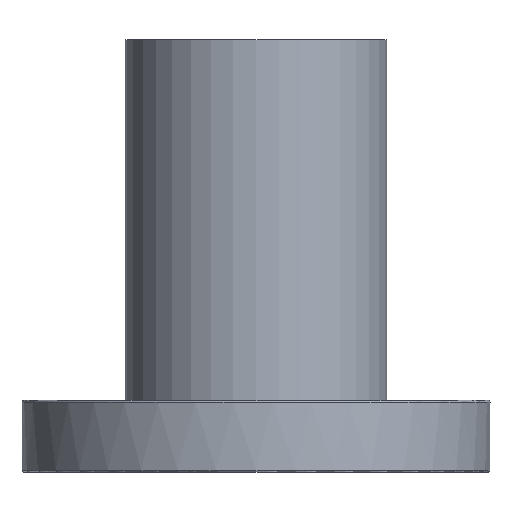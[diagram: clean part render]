
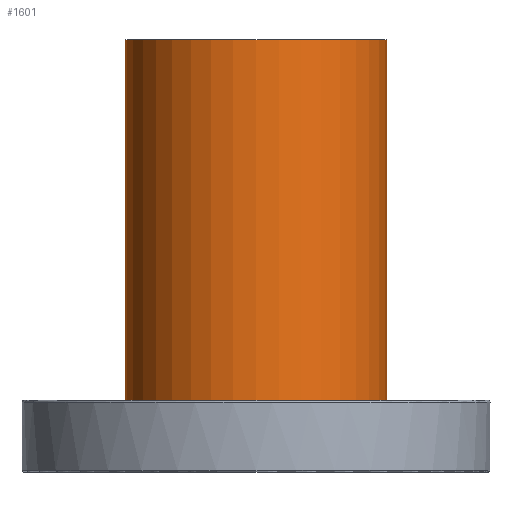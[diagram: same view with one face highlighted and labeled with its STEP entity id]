
A CAD part, front view. The second image highlights one B-rep face of the part: STEP entity #1601.
In plain terms, the highlighted cylindrical face has radius 31.75 mm (diameter 63.5 mm), a full revolution.
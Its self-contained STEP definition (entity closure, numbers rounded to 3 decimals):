
#1539=CARTESIAN_POINT('',(31.75,0.,97.1));
#1540=VERTEX_POINT('',#1539);
#1541=CARTESIAN_POINT('',(0.,0.,97.1));
#1542=DIRECTION('',(0.0,0.0,-1.0));
#1543=DIRECTION('',(-1.0,0.0,0.0));
#1544=AXIS2_PLACEMENT_3D('',#1541,#1542,#1543);
#1545=CIRCLE('',#1544,31.75);
#1546=EDGE_CURVE('',#1540,#1540,#1545,.T.);
#1582=CARTESIAN_POINT('',(0.,0.,0.));
#1583=DIRECTION('',(0.,0.,1.0));
#1584=DIRECTION('',(-1.0,0.0,0.0));
#1585=AXIS2_PLACEMENT_3D('',#1582,#1583,#1584);
#1586=CYLINDRICAL_SURFACE('',#1585,31.75);
#1587=ORIENTED_EDGE('',*,*,#1546,.T.);
#1588=EDGE_LOOP('',(#1587));
#1589=FACE_OUTER_BOUND('',#1588,.T.);
#1590=CARTESIAN_POINT('',(31.75,0.,0.));
#1591=VERTEX_POINT('',#1590);
#1592=CARTESIAN_POINT('',(0.,0.,0.));
#1593=DIRECTION('',(0.0,0.0,-1.0));
#1594=DIRECTION('',(-1.0,0.0,0.0));
#1595=AXIS2_PLACEMENT_3D('',#1592,#1593,#1594);
#1596=CIRCLE('',#1595,31.75);
#1597=EDGE_CURVE('',#1591,#1591,#1596,.T.);
#1598=ORIENTED_EDGE('',*,*,#1597,.F.);
#1599=EDGE_LOOP('',(#1598));
#1600=FACE_BOUND('',#1599,.T.);
#1601=ADVANCED_FACE('',(#1589,#1600),#1586,.T.);
